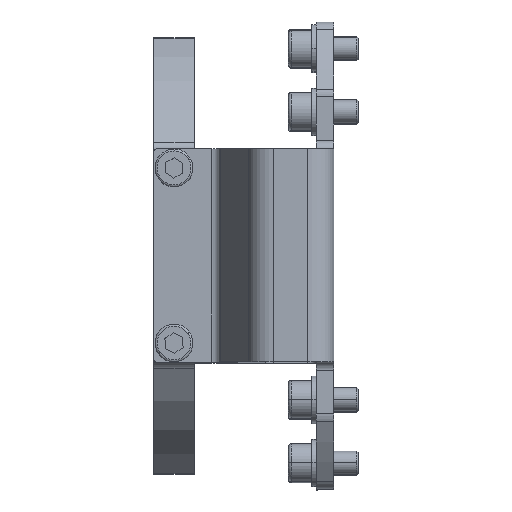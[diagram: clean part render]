
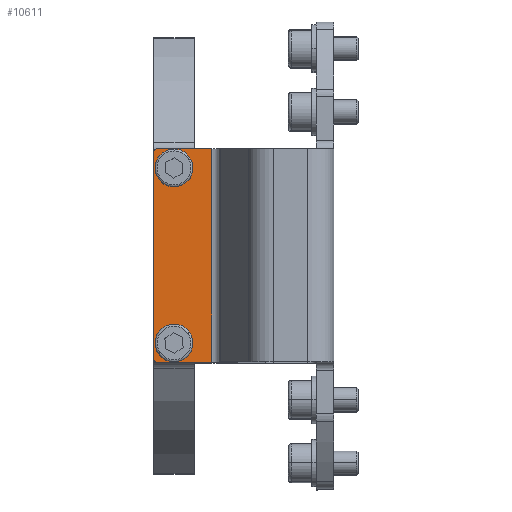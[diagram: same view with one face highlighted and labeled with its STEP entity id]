
A CAD part, top view. The second image highlights one B-rep face of the part: STEP entity #10611.
In plain terms, the highlighted planar face has unit normal (0, 0, 1).
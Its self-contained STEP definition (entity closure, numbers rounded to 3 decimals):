
#130 = CARTESIAN_POINT ( 'NONE',  ( -50., -30., 100. ) ) ;
#222 = CARTESIAN_POINT ( 'NONE',  ( -34.939, -36.5, 100. ) ) ;
#272 = ORIENTED_EDGE ( 'NONE', *, *, #10272, .F. ) ;
#314 = CARTESIAN_POINT ( 'NONE',  ( -54.25, -30., 100. ) ) ;
#444 = EDGE_CURVE ( 'NONE', #4946, #11145, #15333, .T. ) ;
#1333 = CARTESIAN_POINT ( 'NONE',  ( -56., -35.5, 100. ) ) ;
#1382 = LINE ( 'NONE', #7137, #10220 ) ;
#1556 = VERTEX_POINT ( 'NONE', #9158 ) ;
#1632 = AXIS2_PLACEMENT_3D ( 'NONE', #14153, #7000, #15378 ) ;
#2217 = AXIS2_PLACEMENT_3D ( 'NONE', #10831, #3665, #12029 ) ;
#2457 = DIRECTION ( 'NONE',  ( 1., 0., 0. ) ) ;
#2472 = FACE_OUTER_BOUND ( 'NONE', #15121, .T. ) ;
#2550 = DIRECTION ( 'NONE',  ( 0., 0., 1. ) ) ;
#2654 = DIRECTION ( 'NONE',  ( -1., 0., 0. ) ) ;
#2986 = VECTOR ( 'NONE', #8757, 1000. ) ;
#3228 = FACE_BOUND ( 'NONE', #11949, .T. ) ;
#3250 = EDGE_CURVE ( 'NONE', #15449, #7635, #12058, .T. ) ;
#3665 = DIRECTION ( 'NONE',  ( 0., 0., 1. ) ) ;
#3789 = VECTOR ( 'NONE', #12189, 1000. ) ;
#3952 = CIRCLE ( 'NONE', #11140, 1. ) ;
#3997 = CIRCLE ( 'NONE', #5383, 1. ) ;
#4161 = ORIENTED_EDGE ( 'NONE', *, *, #14154, .F. ) ;
#4359 = LINE ( 'NONE', #222, #10357 ) ;
#4457 = ORIENTED_EDGE ( 'NONE', *, *, #5972, .F. ) ;
#4946 = VERTEX_POINT ( 'NONE', #6791 ) ;
#4958 = EDGE_CURVE ( 'NONE', #13515, #11535, #3952, .T. ) ;
#5327 = DIRECTION ( 'NONE',  ( 1., 0., 0. ) ) ;
#5383 = AXIS2_PLACEMENT_3D ( 'NONE', #9733, #2550, #10916 ) ;
#5657 = FACE_BOUND ( 'NONE', #6650, .T. ) ;
#5972 = EDGE_CURVE ( 'NONE', #10800, #4946, #1382, .T. ) ;
#6107 = CARTESIAN_POINT ( 'NONE',  ( -50., 30., 100. ) ) ;
#6148 = ORIENTED_EDGE ( 'NONE', *, *, #444, .F. ) ;
#6417 = ORIENTED_EDGE ( 'NONE', *, *, #12953, .T. ) ;
#6466 = CARTESIAN_POINT ( 'NONE',  ( -34.939, 80., 100. ) ) ;
#6526 = ORIENTED_EDGE ( 'NONE', *, *, #12300, .T. ) ;
#6650 = EDGE_LOOP ( 'NONE', ( #4161, #12113 ) ) ;
#6791 = CARTESIAN_POINT ( 'NONE',  ( -37.04, 36.5, 100. ) ) ;
#7000 = DIRECTION ( 'NONE',  ( 0., 0., 1. ) ) ;
#7137 = CARTESIAN_POINT ( 'NONE',  ( -34.939, 36.5, 100. ) ) ;
#7187 = CARTESIAN_POINT ( 'NONE',  ( -57., -35.5, 100. ) ) ;
#7319 = DIRECTION ( 'NONE',  ( 0., 0., 1. ) ) ;
#7322 = DIRECTION ( 'NONE',  ( 1., 0., 0. ) ) ;
#7635 = VERTEX_POINT ( 'NONE', #13975 ) ;
#8093 = CARTESIAN_POINT ( 'NONE',  ( -56., 36.5, 100. ) ) ;
#8203 = DIRECTION ( 'NONE',  ( 0., 0., 1. ) ) ;
#8229 = VERTEX_POINT ( 'NONE', #15270 ) ;
#8250 = ORIENTED_EDGE ( 'NONE', *, *, #10479, .F. ) ;
#8589 = CARTESIAN_POINT ( 'NONE',  ( -57., 80., 100. ) ) ;
#8636 = CARTESIAN_POINT ( 'NONE',  ( -56., -36.5, 100. ) ) ;
#8757 = DIRECTION ( 'NONE',  ( 0., -1., 0. ) ) ;
#9158 = CARTESIAN_POINT ( 'NONE',  ( -54.25, 30., 100. ) ) ;
#9307 = DIRECTION ( 'NONE',  ( 1., 0., 0. ) ) ;
#9439 = CIRCLE ( 'NONE', #2217, 4.25 ) ;
#9733 = CARTESIAN_POINT ( 'NONE',  ( -56., 35.5, 100. ) ) ;
#9813 = CIRCLE ( 'NONE', #1632, 4.25 ) ;
#9823 = EDGE_CURVE ( 'NONE', #1556, #13749, #9439, .T. ) ;
#10090 = PLANE ( 'NONE',  #13345 ) ;
#10142 = AXIS2_PLACEMENT_3D ( 'NONE', #6107, #14500, #7322 ) ;
#10184 = LINE ( 'NONE', #8589, #3789 ) ;
#10220 = VECTOR ( 'NONE', #14302, 1000. ) ;
#10239 = CARTESIAN_POINT ( 'NONE',  ( -37.04, -36.5, 100. ) ) ;
#10272 = EDGE_CURVE ( 'NONE', #7635, #15449, #9813, .T. ) ;
#10323 = CIRCLE ( 'NONE', #10142, 4.25 ) ;
#10357 = VECTOR ( 'NONE', #2654, 1000. ) ;
#10479 = EDGE_CURVE ( 'NONE', #11145, #11535, #4359, .T. ) ;
#10611 = ADVANCED_FACE ( 'NONE', ( #3228, #5657, #2472 ), #10090, .T. ) ;
#10800 = VERTEX_POINT ( 'NONE', #8093 ) ;
#10831 = CARTESIAN_POINT ( 'NONE',  ( -50., 30., 100. ) ) ;
#10916 = DIRECTION ( 'NONE',  ( 1., 0., 0. ) ) ;
#11140 = AXIS2_PLACEMENT_3D ( 'NONE', #1333, #8203, #9307 ) ;
#11145 = VERTEX_POINT ( 'NONE', #10239 ) ;
#11535 = VERTEX_POINT ( 'NONE', #8636 ) ;
#11949 = EDGE_LOOP ( 'NONE', ( #272, #14147 ) ) ;
#12029 = DIRECTION ( 'NONE',  ( 1., 0., 0. ) ) ;
#12058 = CIRCLE ( 'NONE', #15137, 4.25 ) ;
#12113 = ORIENTED_EDGE ( 'NONE', *, *, #9823, .F. ) ;
#12189 = DIRECTION ( 'NONE',  ( 0., -1., 0. ) ) ;
#12300 = EDGE_CURVE ( 'NONE', #10800, #8229, #3997, .T. ) ;
#12349 = CARTESIAN_POINT ( 'NONE',  ( -37.04, 80., 100. ) ) ;
#12472 = DIRECTION ( 'NONE',  ( 0., 0., 1. ) ) ;
#12953 = EDGE_CURVE ( 'NONE', #8229, #13515, #10184, .T. ) ;
#13345 = AXIS2_PLACEMENT_3D ( 'NONE', #6466, #12472, #5327 ) ;
#13410 = ORIENTED_EDGE ( 'NONE', *, *, #4958, .T. ) ;
#13515 = VERTEX_POINT ( 'NONE', #7187 ) ;
#13749 = VERTEX_POINT ( 'NONE', #14836 ) ;
#13975 = CARTESIAN_POINT ( 'NONE',  ( -45.75, -30., 100. ) ) ;
#14147 = ORIENTED_EDGE ( 'NONE', *, *, #3250, .F. ) ;
#14153 = CARTESIAN_POINT ( 'NONE',  ( -50., -30., 100. ) ) ;
#14154 = EDGE_CURVE ( 'NONE', #13749, #1556, #10323, .T. ) ;
#14302 = DIRECTION ( 'NONE',  ( 1., 0., 0. ) ) ;
#14500 = DIRECTION ( 'NONE',  ( 0., 0., 1. ) ) ;
#14836 = CARTESIAN_POINT ( 'NONE',  ( -45.75, 30., 100. ) ) ;
#15121 = EDGE_LOOP ( 'NONE', ( #6417, #13410, #8250, #6148, #4457, #6526 ) ) ;
#15137 = AXIS2_PLACEMENT_3D ( 'NONE', #130, #7319, #2457 ) ;
#15270 = CARTESIAN_POINT ( 'NONE',  ( -57., 35.5, 100. ) ) ;
#15333 = LINE ( 'NONE', #12349, #2986 ) ;
#15378 = DIRECTION ( 'NONE',  ( 1., 0., 0. ) ) ;
#15449 = VERTEX_POINT ( 'NONE', #314 ) ;
